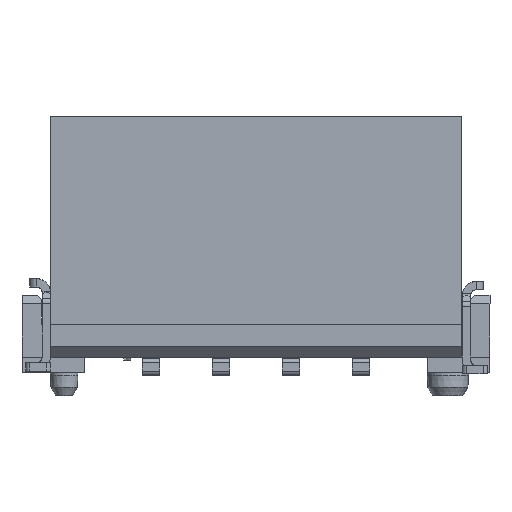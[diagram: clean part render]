
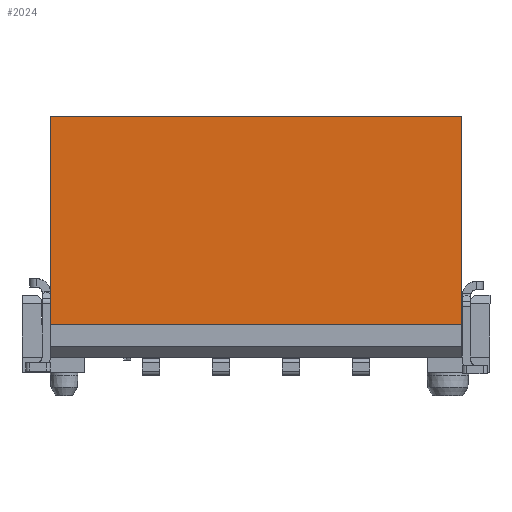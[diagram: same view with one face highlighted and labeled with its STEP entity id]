
A CAD part, front view. The second image highlights one B-rep face of the part: STEP entity #2024.
In plain terms, the highlighted planar face has unit normal (0, -1, 0).
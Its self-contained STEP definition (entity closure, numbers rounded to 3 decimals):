
#723=CARTESIAN_POINT('',(11.27,-2.5,8.9));
#724=VERTEX_POINT('',#723);
#731=CARTESIAN_POINT('',(11.27,-2.5,1.35));
#732=VERTEX_POINT('',#731);
#733=CARTESIAN_POINT('',(11.27,-2.5,8.9));
#734=DIRECTION('',(0.,0.,-1.));
#735=VECTOR('',#734,7.55);
#736=LINE('',#733,#735);
#737=EDGE_CURVE('',#724,#732,#736,.T.);
#1842=CARTESIAN_POINT('',(-3.65,-2.5,8.9));
#1843=VERTEX_POINT('',#1842);
#1850=CARTESIAN_POINT('',(-3.65,-2.5,8.9));
#1851=DIRECTION('',(1.,0.,0.));
#1852=VECTOR('',#1851,14.92);
#1853=LINE('',#1850,#1852);
#1854=EDGE_CURVE('',#1843,#724,#1853,.T.);
#2001=CARTESIAN_POINT('',(3.81,-2.5,5.125));
#2002=DIRECTION('',(1.,0.,0.));
#2003=DIRECTION('',(0.,-1.,0.));
#2004=AXIS2_PLACEMENT_3D('',#2001,#2003,#2002);
#2005=PLANE('',#2004);
#2006=ORIENTED_EDGE('',*,*,#737,.F.);
#2007=ORIENTED_EDGE('',*,*,#1854,.F.);
#2008=CARTESIAN_POINT('',(-3.65,-2.5,1.35));
#2009=VERTEX_POINT('',#2008);
#2010=CARTESIAN_POINT('',(-3.65,-2.5,8.9));
#2011=DIRECTION('',(0.,0.,-1.));
#2012=VECTOR('',#2011,7.55);
#2013=LINE('',#2010,#2012);
#2014=EDGE_CURVE('',#1843,#2009,#2013,.T.);
#2015=ORIENTED_EDGE('',*,*,#2014,.T.);
#2016=CARTESIAN_POINT('',(-3.65,-2.5,1.35));
#2017=DIRECTION('',(1.,0.,0.));
#2018=VECTOR('',#2017,14.92);
#2019=LINE('',#2016,#2018);
#2020=EDGE_CURVE('',#2009,#732,#2019,.T.);
#2021=ORIENTED_EDGE('',*,*,#2020,.T.);
#2022=EDGE_LOOP('',(#2006,#2007,#2015,#2021));
#2023=FACE_OUTER_BOUND('',#2022,.T.);
#2024=ADVANCED_FACE('',(#2023),#2005,.T.);
